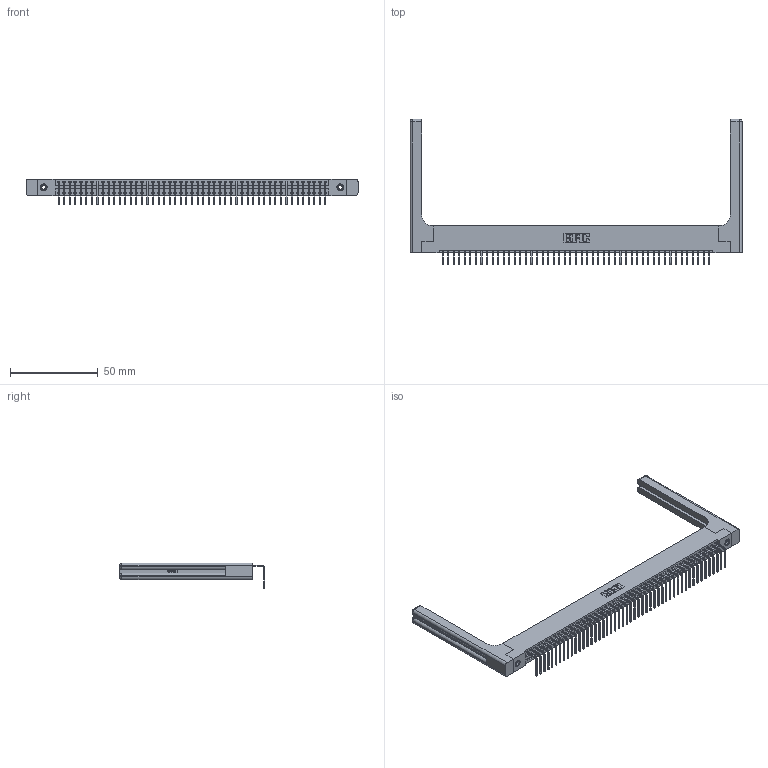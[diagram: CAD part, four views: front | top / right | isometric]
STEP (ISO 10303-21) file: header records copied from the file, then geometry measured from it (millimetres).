
FILE_DESCRIPTION (( 'STEP AP203' ), '1' );
FILE_NAME ('346-049-558-158.STEP', '2022-05-10T02:04:46', ( '' ), ( '' ), 'SwSTEP 2.0', 'SolidWorks 2020', '' );
FILE_SCHEMA (( 'CONFIG_CONTROL_DESIGN' ));
Length unit declared in the file: inch
Products named in the file (5): 346-220-058_345-220-058; 345-250-001_345-250-001-102; 346 Part_Flush Mounting Lugs - 0.156 Dia-TH; 346-049-558-158; 345-292-001_558 Tail - 2
Assembly tree (54 placements, depth 2):
  346-049-558-158
    346 Part_Flush Mounting Lugs - 0.156 Dia-TH
    345-292-001_558 Tail - 2  x49
    345-250-001_345-250-001-102  x2
    346-220-058_345-220-058  x2
Bounding box: 189.64 x 83.12 x 14.73 mm (x, y, z)
Volume: 25864.2 mm3; surface area: 29181.2 mm2
Topology: 54 solids, 54 shells, 3332 faces, 9949 edges, 6546 vertices
Faces by surface type: plane 2296, cylinder 976, bspline 36, cone 12, sphere 8, torus 4
Entity records: 35150 total; most frequent: CARTESIAN_POINT 7006, ORIENTED_EDGE 5784, DIRECTION 5102, EDGE_CURVE 2892, LINE 2472, VECTOR 2472, VERTEX_POINT 1918, AXIS2_PLACEMENT_3D 1315
